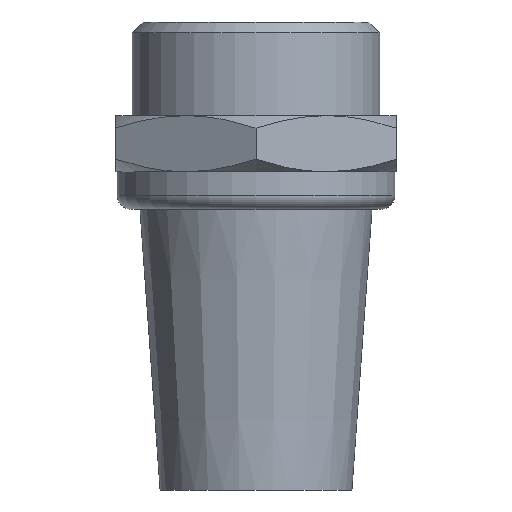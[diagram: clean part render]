
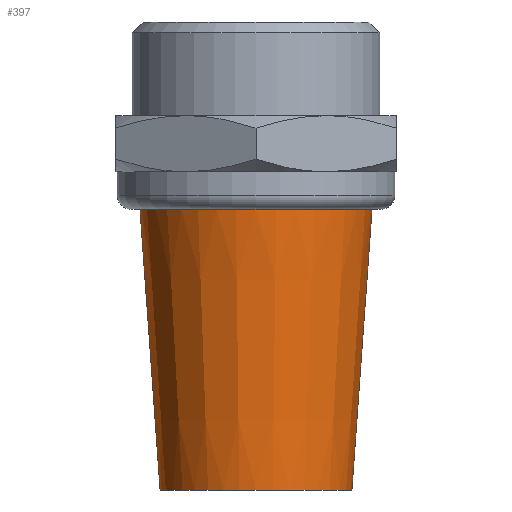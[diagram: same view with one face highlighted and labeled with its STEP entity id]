
A CAD part, front view. The second image highlights one B-rep face of the part: STEP entity #397.
In plain terms, the highlighted conical face has half-angle 4.092 degrees and reference radius 12.396 mm.
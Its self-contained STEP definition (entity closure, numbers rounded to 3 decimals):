
#59=CIRCLE('',#451,10.25);
#60=CIRCLE('',#453,12.396);
#141=ORIENTED_EDGE('',*,*,#215,.F.);
#142=ORIENTED_EDGE('',*,*,#216,.T.);
#215=EDGE_CURVE('',#255,#255,#59,.T.);
#216=EDGE_CURVE('',#256,#256,#60,.T.);
#255=VERTEX_POINT('',#748);
#256=VERTEX_POINT('',#751);
#308=EDGE_LOOP('',(#141));
#309=EDGE_LOOP('',(#142));
#348=FACE_BOUND('',#308,.T.);
#349=FACE_BOUND('',#309,.T.);
#371=CONICAL_SURFACE('',#452,12.396,0.071);
#397=ADVANCED_FACE('',(#348,#349),#371,.T.);
#451=AXIS2_PLACEMENT_3D('',#747,#541,#542);
#452=AXIS2_PLACEMENT_3D('',#749,#543,#544);
#453=AXIS2_PLACEMENT_3D('',#750,#545,#546);
#541=DIRECTION('',(0.,0.,-1.));
#542=DIRECTION('',(-1.,0.,0.));
#543=DIRECTION('',(0.,0.,1.));
#544=DIRECTION('',(1.,0.,0.));
#545=DIRECTION('',(0.,0.,-1.));
#546=DIRECTION('',(-1.,0.,0.));
#747=CARTESIAN_POINT('',(0.,0.,-50.));
#748=CARTESIAN_POINT('',(-10.25,0.,-50.));
#749=CARTESIAN_POINT('',(0.,0.,-20.));
#750=CARTESIAN_POINT('',(0.,0.,-20.));
#751=CARTESIAN_POINT('',(-12.396,0.,-20.));
